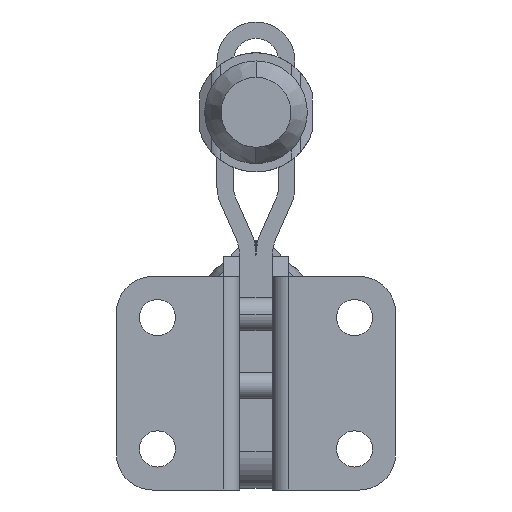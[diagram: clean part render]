
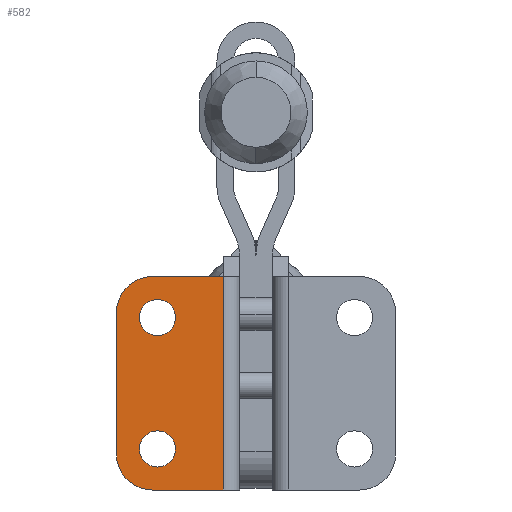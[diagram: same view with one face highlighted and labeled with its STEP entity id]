
A CAD part, front view. The second image highlights one B-rep face of the part: STEP entity #582.
In plain terms, the highlighted planar face has unit normal (0, -1, 0).
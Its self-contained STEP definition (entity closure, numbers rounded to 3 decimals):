
#582 = ADVANCED_FACE( '', ( #946, #947, #948 ), #949, .T. );
#946 = FACE_BOUND( '', #1671, .T. );
#947 = FACE_BOUND( '', #1672, .T. );
#948 = FACE_OUTER_BOUND( '', #1673, .T. );
#949 = PLANE( '', #1674 );
#1671 = EDGE_LOOP( '', ( #2543, #2544 ) );
#1672 = EDGE_LOOP( '', ( #2545, #2546 ) );
#1673 = EDGE_LOOP( '', ( #2547, #2548, #2549, #2550, #2551, #2552 ) );
#1674 = AXIS2_PLACEMENT_3D( '', #2553, #2554, #2555 );
#2543 = ORIENTED_EDGE( '', *, *, #5067, .T. );
#2544 = ORIENTED_EDGE( '', *, *, #5074, .T. );
#2545 = ORIENTED_EDGE( '', *, *, #5059, .T. );
#2546 = ORIENTED_EDGE( '', *, *, #5078, .T. );
#2547 = ORIENTED_EDGE( '', *, *, #5082, .T. );
#2548 = ORIENTED_EDGE( '', *, *, #5114, .F. );
#2549 = ORIENTED_EDGE( '', *, *, #5094, .T. );
#2550 = ORIENTED_EDGE( '', *, *, #5115, .T. );
#2551 = ORIENTED_EDGE( '', *, *, #5116, .T. );
#2552 = ORIENTED_EDGE( '', *, *, #5117, .T. );
#2553 = CARTESIAN_POINT( '', ( 17., -12.1, -21.4 ) );
#2554 = DIRECTION( '', ( 0., -1., 0. ) );
#2555 = DIRECTION( '', ( 1., 0., 0. ) );
#5059 = EDGE_CURVE( '', #5934, #5938, #5940, .T. );
#5067 = EDGE_CURVE( '', #5950, #5954, #5956, .T. );
#5074 = EDGE_CURVE( '', #5954, #5950, #5967, .T. );
#5078 = EDGE_CURVE( '', #5938, #5934, #5971, .T. );
#5082 = EDGE_CURVE( '', #5978, #5976, #5979, .T. );
#5094 = EDGE_CURVE( '', #6002, #6000, #6003, .T. );
#5114 = EDGE_CURVE( '', #6002, #5976, #6035, .T. );
#5115 = EDGE_CURVE( '', #6000, #6036, #6037, .T. );
#5116 = EDGE_CURVE( '', #6036, #6038, #6039, .T. );
#5117 = EDGE_CURVE( '', #6038, #5978, #6040, .T. );
#5934 = VERTEX_POINT( '', #7333 );
#5938 = VERTEX_POINT( '', #7338 );
#5940 = CIRCLE( '', #7341, 2.2 );
#5950 = VERTEX_POINT( '', #7353 );
#5954 = VERTEX_POINT( '', #7358 );
#5956 = CIRCLE( '', #7361, 2.2 );
#5967 = CIRCLE( '', #7374, 2.2 );
#5971 = CIRCLE( '', #7378, 2.2 );
#5976 = VERTEX_POINT( '', #7383 );
#5978 = VERTEX_POINT( '', #7386 );
#5979 = CIRCLE( '', #7387, 4.4 );
#6000 = VERTEX_POINT( '', #7413 );
#6002 = VERTEX_POINT( '', #7416 );
#6003 = CIRCLE( '', #7417, 4.4 );
#6035 = LINE( '', #7464, #7465 );
#6036 = VERTEX_POINT( '', #7466 );
#6037 = LINE( '', #7467, #7468 );
#6038 = VERTEX_POINT( '', #7469 );
#6039 = LINE( '', #7470, #7471 );
#6040 = LINE( '', #7472, #7473 );
#7333 = CARTESIAN_POINT( '', ( -9.8, -12.1, -16.4 ) );
#7338 = CARTESIAN_POINT( '', ( -14.2, -12.1, -16.4 ) );
#7341 = AXIS2_PLACEMENT_3D( '', #9709, #9710, #9711 );
#7353 = CARTESIAN_POINT( '', ( -9.8, -12.1, -0.4 ) );
#7358 = CARTESIAN_POINT( '', ( -14.2, -12.1, -0.4 ) );
#7361 = AXIS2_PLACEMENT_3D( '', #9725, #9726, #9727 );
#7374 = AXIS2_PLACEMENT_3D( '', #9742, #9743, #9744 );
#7378 = AXIS2_PLACEMENT_3D( '', #9754, #9755, #9756 );
#7383 = CARTESIAN_POINT( '', ( -17., -12.1, 0.2 ) );
#7386 = CARTESIAN_POINT( '', ( -12.6, -12.1, 4.6 ) );
#7387 = AXIS2_PLACEMENT_3D( '', #9764, #9765, #9766 );
#7413 = CARTESIAN_POINT( '', ( -12.6, -12.1, -21.4 ) );
#7416 = CARTESIAN_POINT( '', ( -17., -12.1, -17. ) );
#7417 = AXIS2_PLACEMENT_3D( '', #9788, #9789, #9790 );
#7464 = CARTESIAN_POINT( '', ( -17., -12.1, -21.4 ) );
#7465 = VECTOR( '', #9818, 1. );
#7466 = CARTESIAN_POINT( '', ( -4., -12.1, -21.4 ) );
#7467 = CARTESIAN_POINT( '', ( -17., -12.1, -21.4 ) );
#7468 = VECTOR( '', #9819, 1. );
#7469 = CARTESIAN_POINT( '', ( -4., -12.1, 4.6 ) );
#7470 = CARTESIAN_POINT( '', ( -4., -12.1, -8.4 ) );
#7471 = VECTOR( '', #9820, 1. );
#7472 = CARTESIAN_POINT( '', ( -17., -12.1, 4.6 ) );
#7473 = VECTOR( '', #9821, 1. );
#9709 = CARTESIAN_POINT( '', ( -12., -12.1, -16.4 ) );
#9710 = DIRECTION( '', ( 0., 1., 0. ) );
#9711 = DIRECTION( '', ( 1., 0., 0. ) );
#9725 = CARTESIAN_POINT( '', ( -12., -12.1, -0.4 ) );
#9726 = DIRECTION( '', ( 0., 1., 0. ) );
#9727 = DIRECTION( '', ( 1., 0., 0. ) );
#9742 = CARTESIAN_POINT( '', ( -12., -12.1, -0.4 ) );
#9743 = DIRECTION( '', ( 0., 1., 0. ) );
#9744 = DIRECTION( '', ( 1., 0., 0. ) );
#9754 = CARTESIAN_POINT( '', ( -12., -12.1, -16.4 ) );
#9755 = DIRECTION( '', ( 0., 1., 0. ) );
#9756 = DIRECTION( '', ( 1., 0., 0. ) );
#9764 = CARTESIAN_POINT( '', ( -12.6, -12.1, 0.2 ) );
#9765 = DIRECTION( '', ( 0., -1., 0. ) );
#9766 = DIRECTION( '', ( -1., 0., 0. ) );
#9788 = CARTESIAN_POINT( '', ( -12.6, -12.1, -17. ) );
#9789 = DIRECTION( '', ( 0., -1., 0. ) );
#9790 = DIRECTION( '', ( 0., 0., -1. ) );
#9818 = DIRECTION( '', ( 0., 0., 1. ) );
#9819 = DIRECTION( '', ( 1., 0., 0. ) );
#9820 = DIRECTION( '', ( 0., 0., 1. ) );
#9821 = DIRECTION( '', ( -1., 0., 0. ) );
